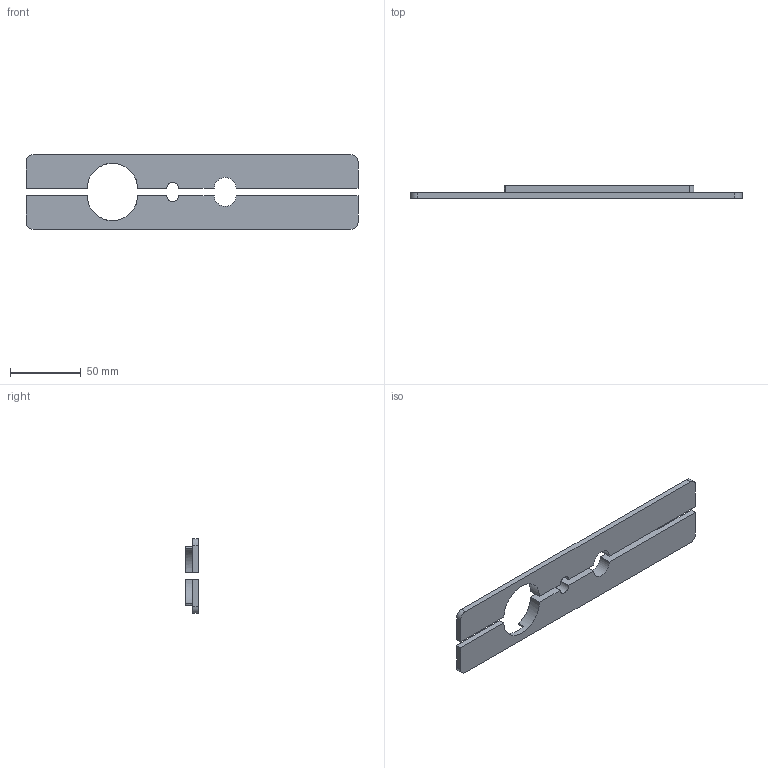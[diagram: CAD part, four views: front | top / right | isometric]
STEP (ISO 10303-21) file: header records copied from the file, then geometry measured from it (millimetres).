
FILE_DESCRIPTION(/* description */ ('STEP AP214'),/* implementation_level */ '2;1');
FILE_NAME(/* name */ 'Tank_Lines_cover.step',/* time_stamp */ '2024-09-17T08:12:55-04:00',/* author */ (''),/* organization */ (''),/* preprocessor_version */ 'ST-DEVELOPER v20',/* originating_system */ 'Autodesk Translation Framework v13.14.0.145',/* authorisation */ '');
FILE_SCHEMA (('AUTOMOTIVE_DESIGN { 1 0 10303 214 3 1 1 }'));
Length unit declared in the file: millimetre
Products named in the file (1): cover
Bounding box: 233.81 x 9 x 52.5 mm (x, y, z)
Volume: 61042.4 mm3; surface area: 27144.9 mm2
Topology: 2 solids, 2 shells, 38 faces, 102 edges, 68 vertices
Faces by surface type: plane 24, cylinder 12, bspline 2
Entity records: 1255 total; most frequent: CARTESIAN_POINT 241, ORIENTED_EDGE 204, DIRECTION 204, EDGE_CURVE 102, LINE 70, VECTOR 70, VERTEX_POINT 68, AXIS2_PLACEMENT_3D 67
